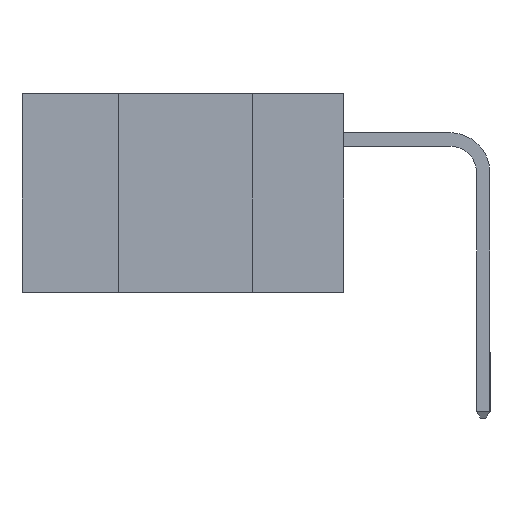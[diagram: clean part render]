
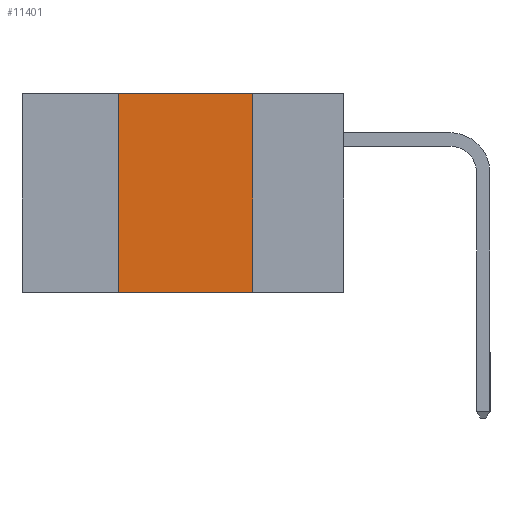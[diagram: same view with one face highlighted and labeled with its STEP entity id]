
A CAD part, left-side view. The second image highlights one B-rep face of the part: STEP entity #11401.
In plain terms, the highlighted planar face has unit normal (-1, 0, 0).
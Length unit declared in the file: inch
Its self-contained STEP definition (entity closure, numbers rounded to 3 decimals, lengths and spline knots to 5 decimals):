
#422 = VECTOR ( 'NONE', #17075, 39.37008 ) ;
#1629 = AXIS2_PLACEMENT_3D ( 'NONE', #3352, #20609, #3282 ) ;
#2588 = VECTOR ( 'NONE', #11058, 39.37008 ) ;
#3252 = CARTESIAN_POINT ( 'NONE',  ( 0., 0.42, -0.37 ) ) ;
#3282 = DIRECTION ( 'NONE',  ( 0., 0., -1. ) ) ;
#3352 = CARTESIAN_POINT ( 'NONE',  ( 0., 0.6, 0. ) ) ;
#5485 = CARTESIAN_POINT ( 'NONE',  ( 0., 0.17, 0. ) ) ;
#6876 = CARTESIAN_POINT ( 'NONE',  ( 0., 0.17, 0. ) ) ;
#7901 = VECTOR ( 'NONE', #21603, 39.37008 ) ;
#8460 = PLANE ( 'NONE',  #1629 ) ;
#9528 = VERTEX_POINT ( 'NONE', #6876 ) ;
#10332 = EDGE_CURVE ( 'NONE', #15478, #10985, #13145, .T. ) ;
#10555 = ORIENTED_EDGE ( 'NONE', *, *, #21087, .F. ) ;
#10985 = VERTEX_POINT ( 'NONE', #12840 ) ;
#11058 = DIRECTION ( 'NONE',  ( 0., 0., -1. ) ) ;
#11401 = ADVANCED_FACE ( 'NONE', ( #20239 ), #8460, .F. ) ;
#11933 = CARTESIAN_POINT ( 'NONE',  ( 0., 0.6, 0. ) ) ;
#12059 = EDGE_CURVE ( 'NONE', #15478, #15011, #15288, .T. ) ;
#12840 = CARTESIAN_POINT ( 'NONE',  ( 0., 0.17, -0.37 ) ) ;
#12910 = ORIENTED_EDGE ( 'NONE', *, *, #10332, .T. ) ;
#13000 = EDGE_LOOP ( 'NONE', ( #10555, #15709, #19607, #12910 ) ) ;
#13145 = LINE ( 'NONE', #16170, #7901 ) ;
#14495 = CARTESIAN_POINT ( 'NONE',  ( 0., 0.42, 0. ) ) ;
#15011 = VERTEX_POINT ( 'NONE', #14495 ) ;
#15288 = LINE ( 'NONE', #20005, #18837 ) ;
#15478 = VERTEX_POINT ( 'NONE', #3252 ) ;
#15570 = LINE ( 'NONE', #5485, #2588 ) ;
#15709 = ORIENTED_EDGE ( 'NONE', *, *, #19994, .F. ) ;
#16170 = CARTESIAN_POINT ( 'NONE',  ( 0., 0.6, -0.37 ) ) ;
#17075 = DIRECTION ( 'NONE',  ( 0., -1., 0. ) ) ;
#18624 = LINE ( 'NONE', #11933, #422 ) ;
#18837 = VECTOR ( 'NONE', #21764, 39.37008 ) ;
#19607 = ORIENTED_EDGE ( 'NONE', *, *, #12059, .F. ) ;
#19994 = EDGE_CURVE ( 'NONE', #15011, #9528, #18624, .T. ) ;
#20005 = CARTESIAN_POINT ( 'NONE',  ( 0., 0.42, 0. ) ) ;
#20239 = FACE_OUTER_BOUND ( 'NONE', #13000, .T. ) ;
#20609 = DIRECTION ( 'NONE',  ( 1., 0., 0. ) ) ;
#21087 = EDGE_CURVE ( 'NONE', #9528, #10985, #15570, .T. ) ;
#21603 = DIRECTION ( 'NONE',  ( 0., -1., 0. ) ) ;
#21764 = DIRECTION ( 'NONE',  ( 0., 0., 1. ) ) ;
